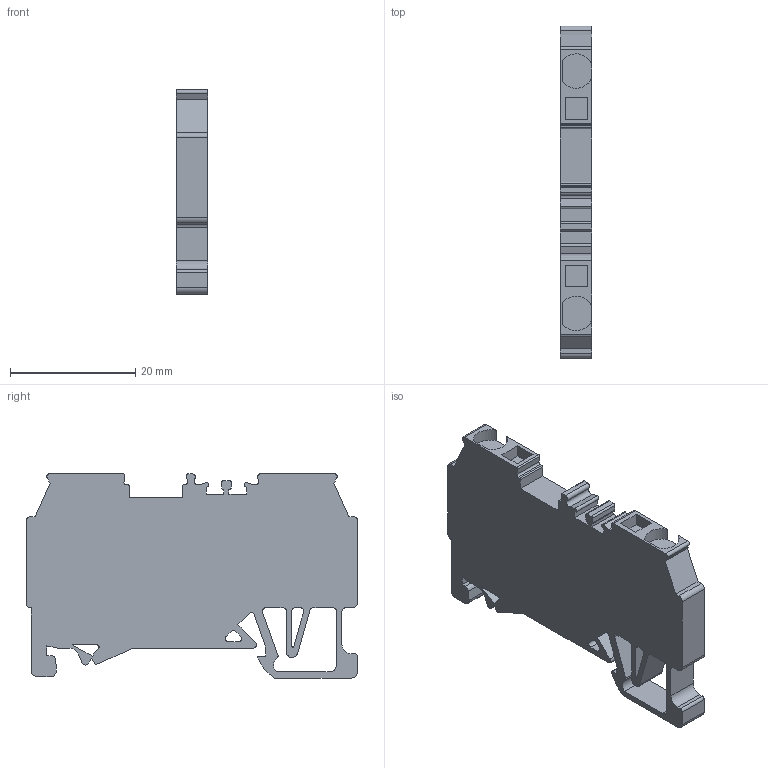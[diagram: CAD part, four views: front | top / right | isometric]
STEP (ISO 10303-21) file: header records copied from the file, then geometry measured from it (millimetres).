
FILE_DESCRIPTION( ('This file contains a STEP AP42 implementation' ,'as created by ZW3D STEP Interface translator.') ,'2;1' );
FILE_NAME( 'RST2.5傷赽耀倰.stp' ,'23 4 7. 84111', (''), ('ZWCAD Software Co.'), 'Version 1.0', 'ZW3D to STEP translator', '' );
FILE_SCHEMA(('AUTOMOTIVE_DESIGN { 1 0 10303 214 1 1 1 1 }'));
Length unit declared in the file: millimetre
Products named in the file (2): 0; RST2.5傷赽耀倰
Bounding box: 5 x 53 x 32.6 mm (x, y, z)
Volume: 6585.6 mm3; surface area: 4317.6 mm2
Topology: 1 solids, 1 shells, 143 faces, 417 edges, 278 vertices
Faces by surface type: plane 88, cylinder 55
Entity records: 4930 total; most frequent: CARTESIAN_POINT 839, ORIENTED_EDGE 834, DIRECTION 815, EDGE_CURVE 417, VECTOR 307, LINE 307, VERTEX_POINT 278, AXIS2_PLACEMENT_3D 254
